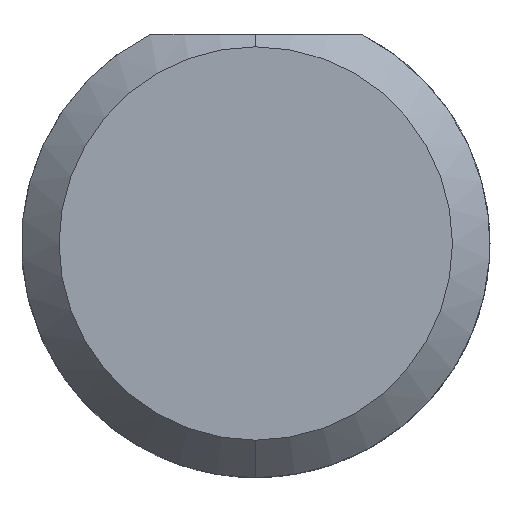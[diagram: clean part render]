
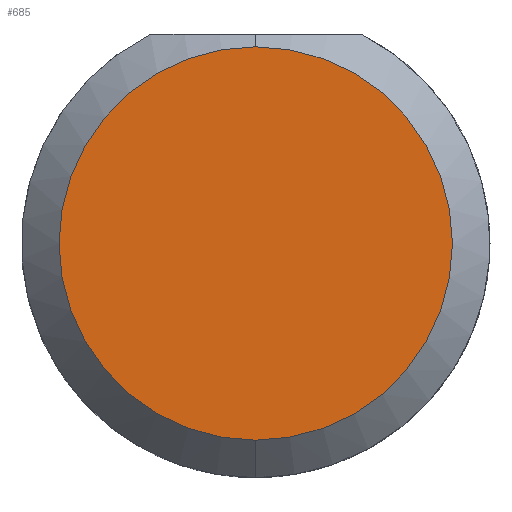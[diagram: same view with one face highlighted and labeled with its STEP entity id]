
A CAD part, left-side view. The second image highlights one B-rep face of the part: STEP entity #685.
In plain terms, the highlighted planar face has unit normal (-1, 0, 0).
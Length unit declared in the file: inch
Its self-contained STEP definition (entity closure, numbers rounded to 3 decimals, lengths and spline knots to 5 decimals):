
#6 = EDGE_CURVE ( 'NONE', #191, #590, #377, .T. ) ;
#100 = CARTESIAN_POINT ( 'NONE',  ( 0., 0., 0.0786 ) ) ;
#143 = DIRECTION ( 'NONE',  ( 0., 0., 1. ) ) ;
#191 = VERTEX_POINT ( 'NONE', #100 ) ;
#193 = DIRECTION ( 'NONE',  ( -1., 0., 0. ) ) ;
#232 = CARTESIAN_POINT ( 'NONE',  ( 0., 0., 0. ) ) ;
#268 = PLANE ( 'NONE',  #692 ) ;
#319 = CARTESIAN_POINT ( 'NONE',  ( 0., 0., -0.0786 ) ) ;
#348 = FACE_OUTER_BOUND ( 'NONE', #623, .T. ) ;
#376 = AXIS2_PLACEMENT_3D ( 'NONE', #487, #503, #547 ) ;
#377 = CIRCLE ( 'NONE', #579, 0.0786 ) ;
#397 = DIRECTION ( 'NONE',  ( 1., 0., 0. ) ) ;
#425 = ORIENTED_EDGE ( 'NONE', *, *, #610, .T. ) ;
#453 = CIRCLE ( 'NONE', #376, 0.0786 ) ;
#487 = CARTESIAN_POINT ( 'NONE',  ( 0., 0., 0. ) ) ;
#503 = DIRECTION ( 'NONE',  ( -1., 0., 0. ) ) ;
#547 = DIRECTION ( 'NONE',  ( 0., 0., 1. ) ) ;
#579 = AXIS2_PLACEMENT_3D ( 'NONE', #646, #193, #143 ) ;
#590 = VERTEX_POINT ( 'NONE', #319 ) ;
#610 = EDGE_CURVE ( 'NONE', #590, #191, #453, .T. ) ;
#615 = DIRECTION ( 'NONE',  ( 0., 0., -1. ) ) ;
#623 = EDGE_LOOP ( 'NONE', ( #425, #715 ) ) ;
#646 = CARTESIAN_POINT ( 'NONE',  ( 0., 0., 0. ) ) ;
#685 = ADVANCED_FACE ( 'NONE', ( #348 ), #268, .F. ) ;
#692 = AXIS2_PLACEMENT_3D ( 'NONE', #232, #397, #615 ) ;
#715 = ORIENTED_EDGE ( 'NONE', *, *, #6, .T. ) ;
